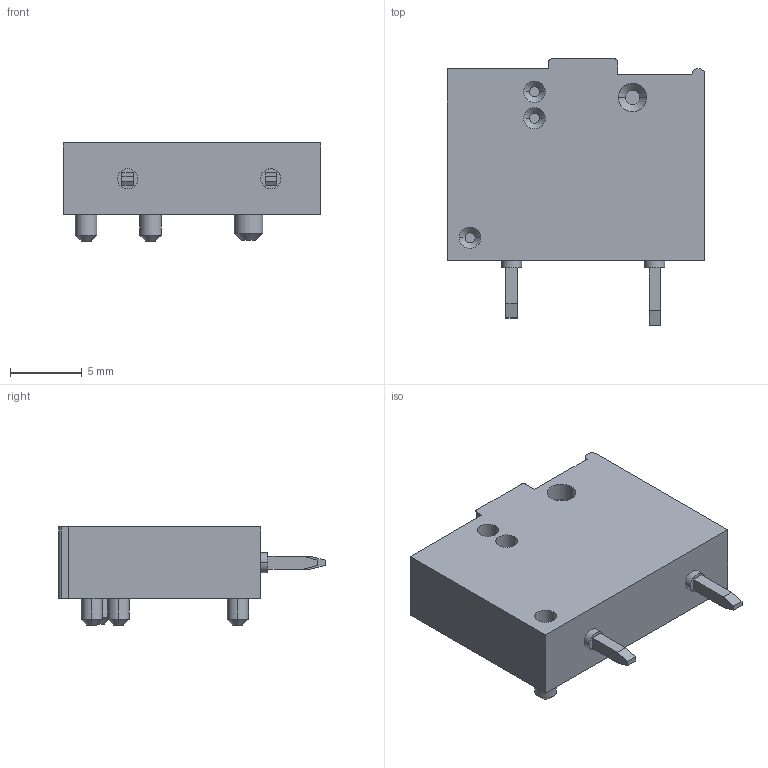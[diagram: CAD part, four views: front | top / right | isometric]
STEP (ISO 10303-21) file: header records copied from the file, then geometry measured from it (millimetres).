
FILE_DESCRIPTION(('SolidDesigner STEP Export'),'2;1');
FILE_NAME('kds.stp','2001-11-12T18:08:47',(''),(''),'SolidDesigner STEP processor Version: 7.0(Mar 1999)for AP214(CD)(Solid Model)','CoCreate SolidDesigner: 09.01 27-May-2001(C) CoCreate Software GmbH','');
FILE_SCHEMA(('AUTOMOTIVE_DESIGN_CC2 {1 2 10303 214 -1 1 5 1}'));
Length unit declared in the file: millimetre
Products named in the file (2): kds
Assembly tree (1 placements, depth 2):
  kds
    kds
Bounding box: 18 x 18.6 x 6.85 mm (x, y, z)
Volume: 1146.1 mm3; surface area: 966.6 mm2
Topology: 1 solids, 1 shells, 141 faces, 335 edges, 216 vertices
Faces by surface type: plane 70, cylinder 55, cone 16
Entity records: 4832 total; most frequent: ORIENTED_EDGE 670, CARTESIAN_POINT 608, DIRECTION 585, EDGE_CURVE 335, VERTEX_POINT 216, VECTOR 199, LINE 199, AXIS2_PLACEMENT_3D 193
